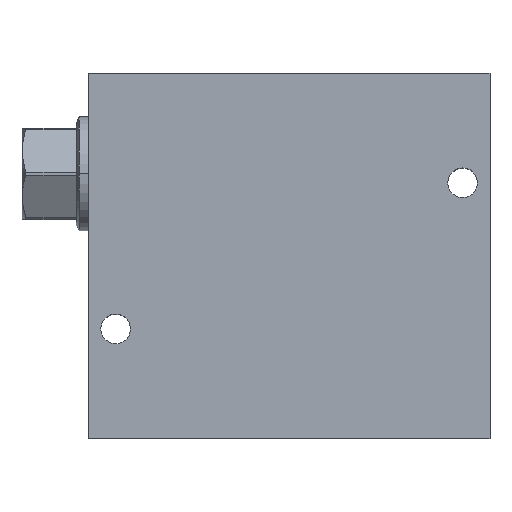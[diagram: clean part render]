
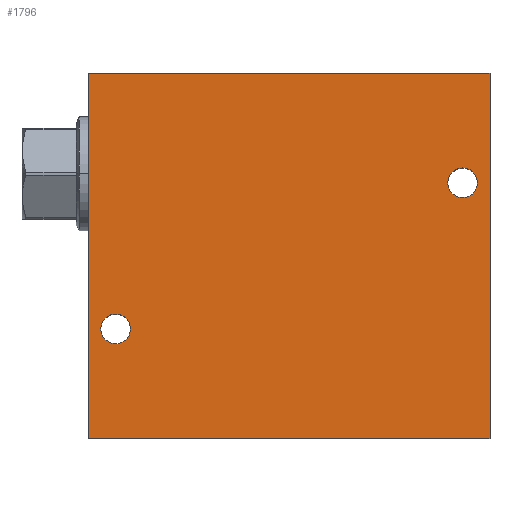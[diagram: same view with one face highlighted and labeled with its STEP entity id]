
A CAD part, top view. The second image highlights one B-rep face of the part: STEP entity #1796.
In plain terms, the highlighted planar face has unit normal (0, 0, 1).
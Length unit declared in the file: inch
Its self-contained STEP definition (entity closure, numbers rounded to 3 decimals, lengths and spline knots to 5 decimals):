
#113=DIRECTION('',(0.,-1.,0.));
#114=VECTOR('',#113,5.);
#115=CARTESIAN_POINT('',(0.,0.,2.5));
#116=LINE('',#115,#114);
#117=DIRECTION('',(-1.,0.,0.));
#118=VECTOR('',#117,5.5);
#119=CARTESIAN_POINT('',(5.5,0.,2.5));
#120=LINE('',#119,#118);
#121=DIRECTION('',(0.,1.,0.));
#122=VECTOR('',#121,5.);
#123=CARTESIAN_POINT('',(5.5,-5.,2.5));
#124=LINE('',#123,#122);
#125=DIRECTION('',(1.,0.,0.));
#126=VECTOR('',#125,5.5);
#127=CARTESIAN_POINT('',(0.,-5.,2.5));
#128=LINE('',#127,#126);
#129=CARTESIAN_POINT('',(5.125,-1.5,2.5));
#130=DIRECTION('',(0.,0.,-1.));
#131=DIRECTION('',(-1.,0.,0.));
#132=AXIS2_PLACEMENT_3D('',#129,#130,#131);
#134=CARTESIAN_POINT('',(5.125,-1.5,2.5));
#135=DIRECTION('',(0.,0.,-1.));
#136=DIRECTION('',(1.,0.,0.));
#137=AXIS2_PLACEMENT_3D('',#134,#135,#136);
#139=CARTESIAN_POINT('',(0.375,-3.5,2.5));
#140=DIRECTION('',(0.,0.,-1.));
#141=DIRECTION('',(-1.,0.,0.));
#142=AXIS2_PLACEMENT_3D('',#139,#140,#141);
#144=CARTESIAN_POINT('',(0.375,-3.5,2.5));
#145=DIRECTION('',(0.,0.,-1.));
#146=DIRECTION('',(1.,0.,0.));
#147=AXIS2_PLACEMENT_3D('',#144,#145,#146);
#1465=CARTESIAN_POINT('',(0.,0.,2.5));
#1466=CARTESIAN_POINT('',(0.,-5.,2.5));
#1467=VERTEX_POINT('',#1465);
#1468=VERTEX_POINT('',#1466);
#1469=CARTESIAN_POINT('',(5.5,-5.,2.5));
#1470=VERTEX_POINT('',#1469);
#1471=CARTESIAN_POINT('',(5.5,0.,2.5));
#1472=VERTEX_POINT('',#1471);
#1477=CARTESIAN_POINT('',(4.922,-1.5,2.5));
#1478=CARTESIAN_POINT('',(5.328,-1.5,2.5));
#1479=VERTEX_POINT('',#1477);
#1480=VERTEX_POINT('',#1478);
#1485=CARTESIAN_POINT('',(0.172,-3.5,2.5));
#1486=CARTESIAN_POINT('',(0.578,-3.5,2.5));
#1487=VERTEX_POINT('',#1485);
#1488=VERTEX_POINT('',#1486);
#1773=CARTESIAN_POINT('',(0.,0.,2.5));
#1774=DIRECTION('',(0.,0.,1.));
#1775=DIRECTION('',(1.,0.,0.));
#1776=AXIS2_PLACEMENT_3D('',#1773,#1774,#1775);
#1777=PLANE('',#1776);
#1778=ORIENTED_EDGE('',*,*,#1695,.F.);
#1779=ORIENTED_EDGE('',*,*,#1716,.F.);
#1780=ORIENTED_EDGE('',*,*,#1736,.F.);
#1781=ORIENTED_EDGE('',*,*,#1755,.F.);
#1782=EDGE_LOOP('',(#1778,#1779,#1780,#1781));
#1783=FACE_OUTER_BOUND('',#1782,.F.);
#1785=ORIENTED_EDGE('',*,*,#1784,.F.);
#1787=ORIENTED_EDGE('',*,*,#1786,.F.);
#1788=EDGE_LOOP('',(#1785,#1787));
#1789=FACE_BOUND('',#1788,.F.);
#1791=ORIENTED_EDGE('',*,*,#1790,.F.);
#1793=ORIENTED_EDGE('',*,*,#1792,.F.);
#1794=EDGE_LOOP('',(#1791,#1793));
#1795=FACE_BOUND('',#1794,.F.);
#1796=ADVANCED_FACE('',(#1783,#1789,#1795),#1777,.T.);
#133=CIRCLE('',#132,0.203);
#138=CIRCLE('',#137,0.203);
#143=CIRCLE('',#142,0.203);
#148=CIRCLE('',#147,0.203);
#1695=EDGE_CURVE('',#1467,#1468,#116,.T.);
#1716=EDGE_CURVE('',#1472,#1467,#120,.T.);
#1736=EDGE_CURVE('',#1470,#1472,#124,.T.);
#1755=EDGE_CURVE('',#1468,#1470,#128,.T.);
#1784=EDGE_CURVE('',#1479,#1480,#133,.T.);
#1786=EDGE_CURVE('',#1480,#1479,#138,.T.);
#1790=EDGE_CURVE('',#1487,#1488,#143,.T.);
#1792=EDGE_CURVE('',#1488,#1487,#148,.T.);
